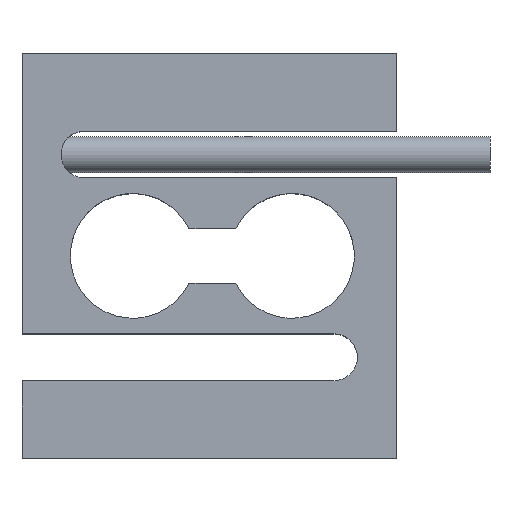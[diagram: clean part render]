
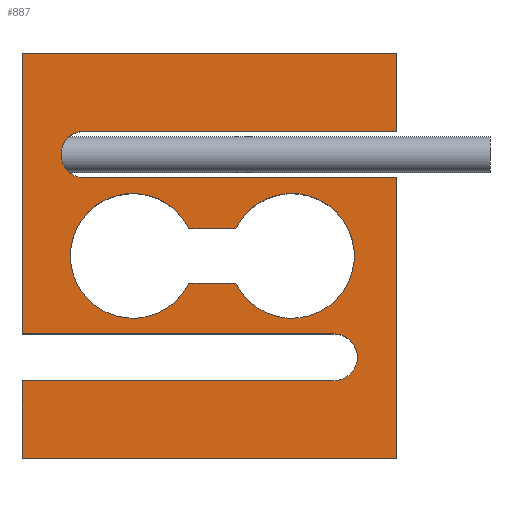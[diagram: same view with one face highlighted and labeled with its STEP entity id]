
A CAD part, top view. The second image highlights one B-rep face of the part: STEP entity #887.
In plain terms, the highlighted planar face has unit normal (0, 0, 1).
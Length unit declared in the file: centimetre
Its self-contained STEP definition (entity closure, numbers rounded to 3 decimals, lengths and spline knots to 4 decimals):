
#424=VECTOR('',#1138,1.);
#428=VECTOR('',#1155,1.);
#434=VECTOR('',#1182,1.);
#438=VECTOR('',#1193,1.);
#444=VECTOR('',#1206,1.);
#445=VECTOR('',#1208,1.);
#449=VECTOR('',#1213,1.);
#450=VECTOR('',#1215,1.);
#451=VECTOR('',#1216,1.);
#452=VECTOR('',#1219,1.);
#460=LINE('',#959,#424);
#464=LINE('',#978,#428);
#470=LINE('',#1050,#434);
#474=LINE('',#1062,#438);
#480=LINE('',#1078,#444);
#481=LINE('',#1080,#445);
#485=LINE('',#1087,#449);
#486=LINE('',#1089,#450);
#487=LINE('',#1091,#451);
#488=LINE('',#1095,#452);
#503=PLANE('',#931);
#523=VERTEX_POINT('',#960);
#524=VERTEX_POINT('',#961);
#531=VERTEX_POINT('',#979);
#532=VERTEX_POINT('',#980);
#540=VERTEX_POINT('',#1042);
#541=VERTEX_POINT('',#1043);
#544=VERTEX_POINT('',#1051);
#546=VERTEX_POINT('',#1057);
#550=VERTEX_POINT('',#1069);
#551=VERTEX_POINT('',#1071);
#553=VERTEX_POINT('',#1077);
#554=VERTEX_POINT('',#1081);
#556=VERTEX_POINT('',#1090);
#557=VERTEX_POINT('',#1092);
#558=VERTEX_POINT('',#1094);
#559=VERTEX_POINT('',#1096);
#577=CIRCLE('',#918,0.4);
#579=CIRCLE('',#922,0.4);
#582=CIRCLE('',#927,0.15);
#583=CIRCLE('',#932,0.15);
#590=EDGE_CURVE('',#523,#524,#460,.T.);
#598=EDGE_CURVE('',#531,#532,#464,.T.);
#607=EDGE_CURVE('',#540,#541,#577,.T.);
#611=EDGE_CURVE('',#541,#544,#470,.T.);
#614=EDGE_CURVE('',#544,#546,#579,.T.);
#617=EDGE_CURVE('',#546,#540,#474,.T.);
#621=EDGE_CURVE('',#550,#551,#582,.T.);
#625=EDGE_CURVE('',#550,#553,#480,.T.);
#626=EDGE_CURVE('',#554,#551,#481,.T.);
#630=EDGE_CURVE('',#524,#553,#485,.T.);
#631=EDGE_CURVE('',#554,#531,#485,.T.);
#633=EDGE_CURVE('',#556,#523,#486,.T.);
#634=EDGE_CURVE('',#556,#557,#487,.T.);
#635=EDGE_CURVE('',#558,#557,#583,.T.);
#636=EDGE_CURVE('',#558,#559,#488,.T.);
#637=EDGE_CURVE('',#532,#559,#486,.T.);
#714=ORIENTED_EDGE('',*,*,#614,.T.);
#715=ORIENTED_EDGE('',*,*,#617,.T.);
#716=ORIENTED_EDGE('',*,*,#607,.T.);
#717=ORIENTED_EDGE('',*,*,#611,.T.);
#718=ORIENTED_EDGE('',*,*,#626,.T.);
#719=ORIENTED_EDGE('',*,*,#621,.F.);
#720=ORIENTED_EDGE('',*,*,#625,.T.);
#721=ORIENTED_EDGE('',*,*,#630,.F.);
#722=ORIENTED_EDGE('',*,*,#590,.F.);
#723=ORIENTED_EDGE('',*,*,#633,.F.);
#724=ORIENTED_EDGE('',*,*,#634,.T.);
#725=ORIENTED_EDGE('',*,*,#635,.F.);
#726=ORIENTED_EDGE('',*,*,#636,.T.);
#727=ORIENTED_EDGE('',*,*,#637,.F.);
#728=ORIENTED_EDGE('',*,*,#598,.F.);
#729=ORIENTED_EDGE('',*,*,#631,.F.);
#805=EDGE_LOOP('',(#714,#715,#716,#717));
#806=EDGE_LOOP('',(#718,#719,#720,#721,#722,#723,#724,#725,#726,#727,#728,
#729));
#853=FACE_BOUND('',#805,.T.);
#854=FACE_BOUND('',#806,.T.);
#887=ADVANCED_FACE('',(#853,#854),#503,.T.);
#918=AXIS2_PLACEMENT_3D('',#1041,#1175,#1176);
#922=AXIS2_PLACEMENT_3D('',#1056,#1187,#1188);
#927=AXIS2_PLACEMENT_3D('',#1070,#1200,#1201);
#931=AXIS2_PLACEMENT_3D('',#1088,#1214,$);
#932=AXIS2_PLACEMENT_3D('',#1093,#1217,#1218);
#959=CARTESIAN_POINT('',(-1.2,-1.3,0.5));
#960=CARTESIAN_POINT('',(1.2,-1.3,0.5));
#961=CARTESIAN_POINT('',(-1.2,-1.3,0.5));
#978=CARTESIAN_POINT('',(1.2,1.3,0.5));
#979=CARTESIAN_POINT('',(-1.2,1.3,0.5));
#980=CARTESIAN_POINT('',(1.2,1.3,0.5));
#1041=CARTESIAN_POINT('',(-0.49,0.,0.5));
#1042=CARTESIAN_POINT('',(-0.1303,-0.175,0.5));
#1043=CARTESIAN_POINT('',(-0.1303,0.175,0.5));
#1050=CARTESIAN_POINT('',(0.01,0.175,0.5));
#1051=CARTESIAN_POINT('',(0.1703,0.175,0.5));
#1056=CARTESIAN_POINT('',(0.53,0.,0.5));
#1057=CARTESIAN_POINT('',(0.1703,-0.175,0.5));
#1062=CARTESIAN_POINT('',(0.01,-0.175,0.5));
#1069=CARTESIAN_POINT('',(0.8,-0.8,0.5));
#1070=CARTESIAN_POINT('',(0.8,-0.65,0.5));
#1071=CARTESIAN_POINT('',(0.8,-0.5,0.5));
#1077=CARTESIAN_POINT('',(-1.2,-0.8,0.5));
#1078=CARTESIAN_POINT('',(-0.0625,-0.8,0.5));
#1080=CARTESIAN_POINT('',(-0.0625,-0.5,0.5));
#1081=CARTESIAN_POINT('',(-1.2,-0.5,0.5));
#1087=CARTESIAN_POINT('',(-1.2,1.3,0.5));
#1088=CARTESIAN_POINT('',(0.,0.,0.5));
#1089=CARTESIAN_POINT('',(1.2,-1.3,0.5));
#1090=CARTESIAN_POINT('',(1.2,0.5,0.5));
#1091=CARTESIAN_POINT('',(0.0625,0.5,0.5));
#1092=CARTESIAN_POINT('',(-0.8,0.5,0.5));
#1093=CARTESIAN_POINT('',(-0.8,0.65,0.5));
#1094=CARTESIAN_POINT('',(-0.8,0.8,0.5));
#1095=CARTESIAN_POINT('',(0.0625,0.8,0.5));
#1096=CARTESIAN_POINT('',(1.2,0.8,0.5));
#1138=DIRECTION('',(-1.,0.,0.));
#1155=DIRECTION('',(1.,0.,0.));
#1175=DIRECTION('',(0.,0.,-1.));
#1176=DIRECTION('',(0.4,0.,0.));
#1182=DIRECTION('',(1.,0.,0.));
#1187=DIRECTION('',(0.,0.,-1.));
#1188=DIRECTION('',(0.4,0.,0.));
#1193=DIRECTION('',(-1.,0.,0.));
#1200=DIRECTION('',(0.,0.,1.));
#1201=DIRECTION('',(0.106,-0.106,0.));
#1206=DIRECTION('',(-1.,0.,0.));
#1208=DIRECTION('',(1.,0.,0.));
#1213=DIRECTION('',(0.,1.,0.));
#1214=DIRECTION('',(0.,0.,1.));
#1215=DIRECTION('',(0.,-1.,0.));
#1216=DIRECTION('',(-1.,0.,0.));
#1217=DIRECTION('',(0.,0.,1.));
#1218=DIRECTION('',(-0.106,0.106,0.));
#1219=DIRECTION('',(1.,0.,0.));
